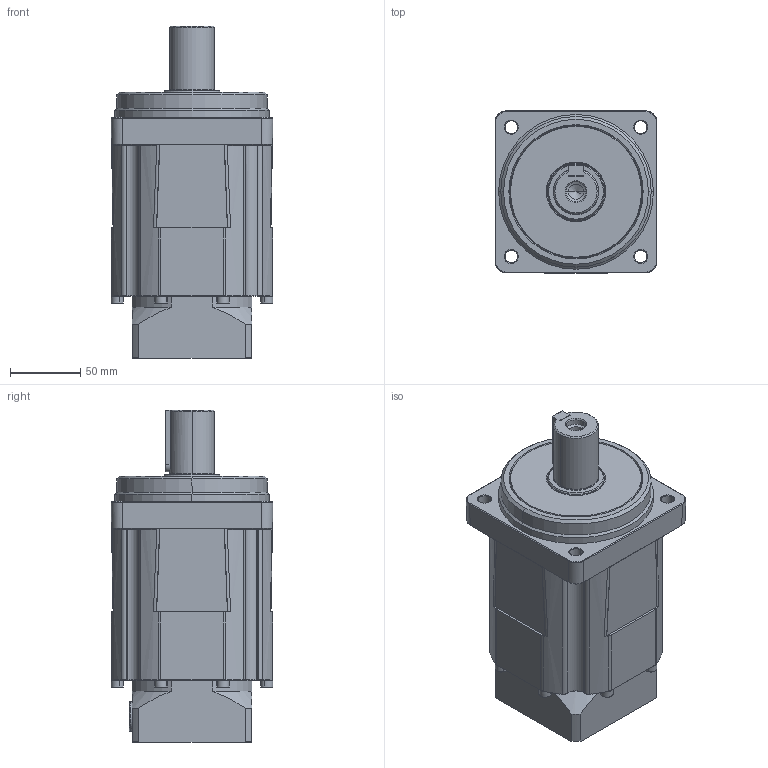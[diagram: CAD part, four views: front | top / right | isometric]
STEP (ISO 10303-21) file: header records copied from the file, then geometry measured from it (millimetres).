
FILE_DESCRIPTION (( 'STEP AP214' ), '1' );
FILE_NAME ('Outside_C014050_HPN-32A-xxx-J6AFC-CC1-BL3.step', '2023-05-30T02:20:02', ( 'Windows ユーザー' ), ( '' ), 'SwSTEP 2.0', 'SolidWorks 2021', '' );
FILE_SCHEMA (( 'AUTOMOTIVE_DESIGN' ));
Length unit declared in the file: millimetre
Products named in the file (1): Outside_C014050_HPN-32A-xxx-J6AFC-CC1-BL3
Bounding box: 115 x 115 x 236 mm (x, y, z)
Volume: 1891195.9 mm3; surface area: 129647.8 mm2
Topology: 2 solids, 2 shells, 629 faces, 1548 edges, 970 vertices
Faces by surface type: plane 265, cylinder 167, cone 104, torus 48, bspline 45
Entity records: 32367 total; most frequent: CARTESIAN_POINT 11282, ORIENTED_EDGE 3076, DIRECTION 3041, EDGE_CURVE 1538, AXIS2_PLACEMENT_3D 1137, VERTEX_POINT 970, LINE 767, VECTOR 767
